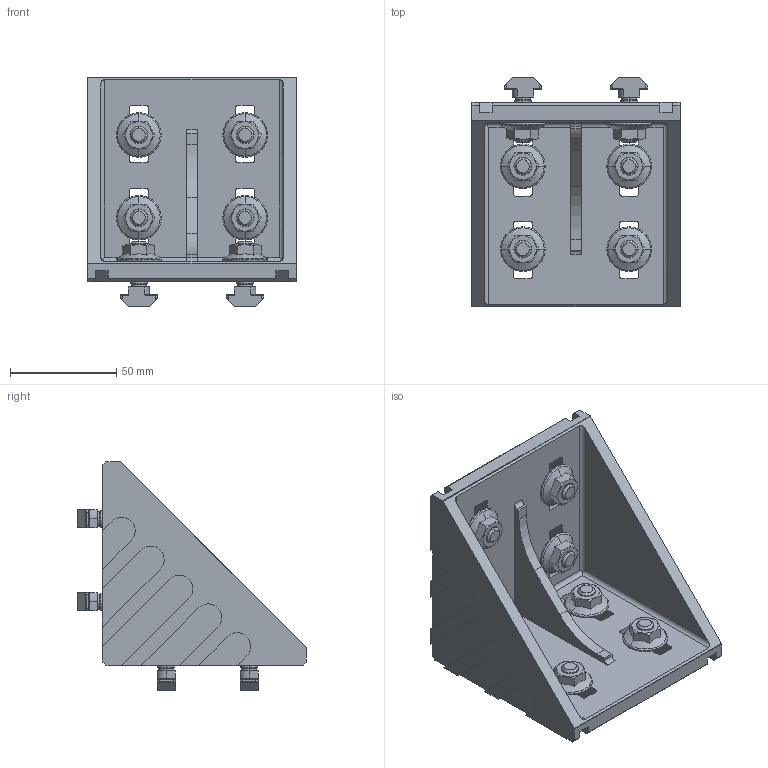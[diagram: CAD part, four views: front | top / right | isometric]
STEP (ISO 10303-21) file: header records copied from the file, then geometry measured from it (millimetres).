
FILE_DESCRIPTION (( 'STEP AP203' ), '1' );
FILE_NAME ('3_842_530_361_Bosch.step', '2024-06-04T12:56:32', ( '' ), ( '' ), 'SwSTEP 2.0', 'SolidWorks 2014', '' );
FILE_SCHEMA (( 'CONFIG_CONTROL_DESIGN' ));
Length unit declared in the file: millimetre
Products named in the file (1): 3_842_530_361_Bosch
Bounding box: 98 x 107.7 x 107.7 mm (x, y, z)
Volume: 198058.8 mm3; surface area: 77630.5 mm2
Topology: 1 solids, 1 shells, 1580 faces, 4467 edges, 2922 vertices
Faces by surface type: plane 1115, cylinder 337, cone 96, bspline 32
Entity records: 52096 total; most frequent: CARTESIAN_POINT 12488, ORIENTED_EDGE 8934, DIRECTION 7539, EDGE_CURVE 4467, VECTOR 3001, LINE 3001, VERTEX_POINT 2922, AXIS2_PLACEMENT_3D 2269
